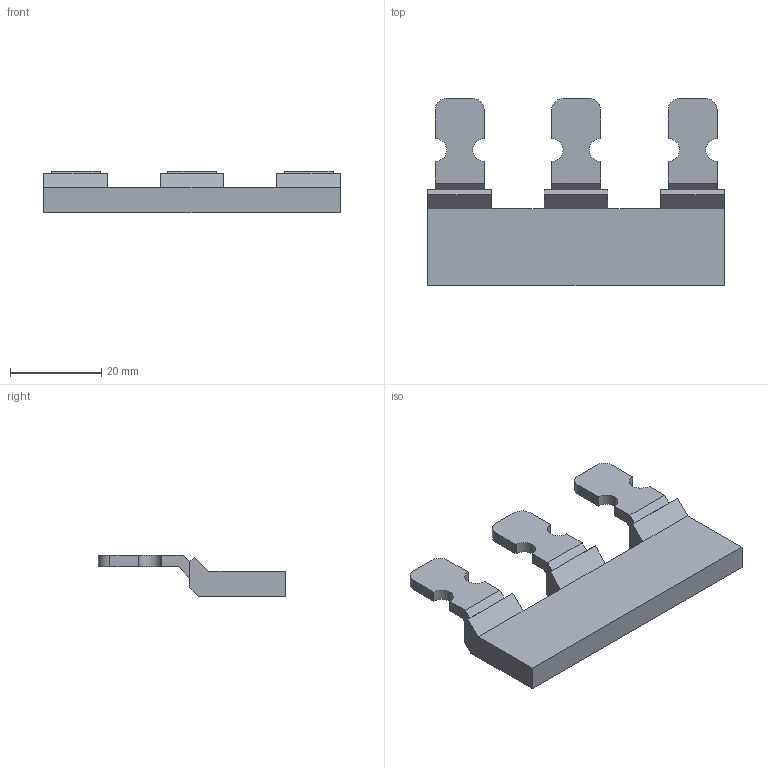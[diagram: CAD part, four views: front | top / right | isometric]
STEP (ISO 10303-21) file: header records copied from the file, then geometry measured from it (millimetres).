
FILE_DESCRIPTION(('SolidDesigner STEP Export'),'2;1');
FILE_NAME('0207146_EB_3_25-select.stp','2013-09-20T13:59:24',(''),(''),'Creo Elements/Direct Modeling STEP processor for AP214 (Solid Model)','Creo Elements/Direct Modeling 18.1 06-May-2012 (C) Parametric Technology GmbH','');
FILE_SCHEMA(('AUTOMOTIVE_DESIGN { 1 0 10303 214 1 1 1 1 }'));
Length unit declared in the file: millimetre
Products named in the file (2): 0207146_EB_3_25-select
Assembly tree (1 placements, depth 2):
  0207146_EB_3_25-select
    0207146_EB_3_25-select
Bounding box: 64.92 x 41 x 9 mm (x, y, z)
Volume: 8710.5 mm3; surface area: 5224.7 mm2
Topology: 1 solids, 1 shells, 62 faces, 170 edges, 110 vertices
Faces by surface type: plane 50, cylinder 12
Entity records: 2389 total; most frequent: ORIENTED_EDGE 340, CARTESIAN_POINT 323, DIRECTION 295, EDGE_CURVE 170, VECTOR 131, LINE 131, VERTEX_POINT 110, AXIS2_PLACEMENT_3D 82
